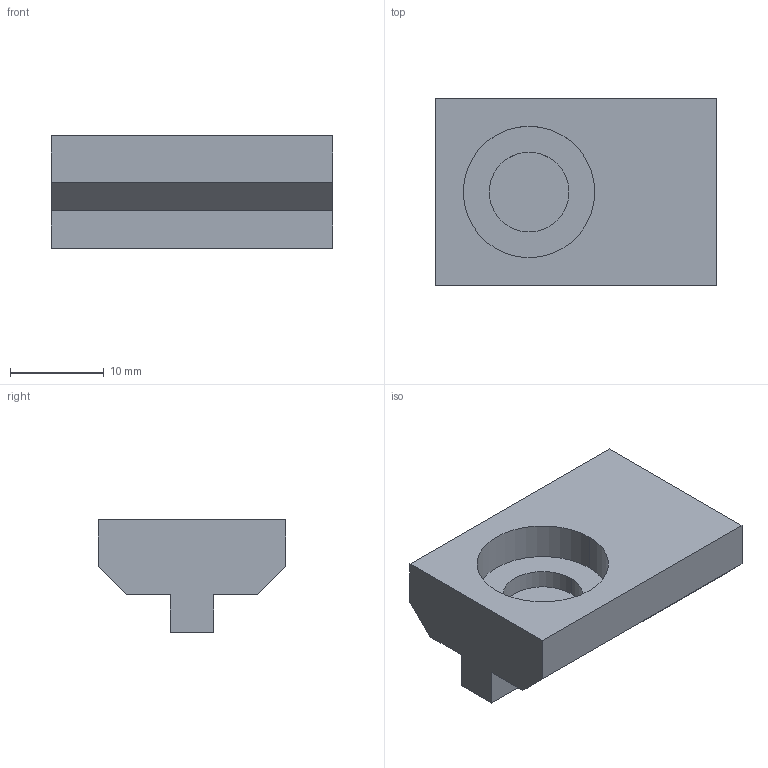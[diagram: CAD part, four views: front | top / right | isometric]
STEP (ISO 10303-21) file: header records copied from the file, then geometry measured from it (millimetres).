
FILE_DESCRIPTION (( 'STEP AP214' ), '1' );
FILE_NAME ('XW-USI-047-A-plaque-laterale-reglage-Y.STEP', '2020-09-16T12:41:38', ( '' ), ( '' ), 'SwSTEP 2.0', 'SolidWorks 2016', '' );
FILE_SCHEMA (( 'AUTOMOTIVE_DESIGN' ));
Length unit declared in the file: millimetre
Products named in the file (1): XW-USI-047-A-plaque-laterale-reglage-Y
Bounding box: 30 x 20 x 12 mm (x, y, z)
Volume: 4150.4 mm3; surface area: 2624 mm2
Topology: 1 solids, 1 shells, 26 faces, 62 edges, 38 vertices
Faces by surface type: plane 14, cylinder 8, cone 4
Entity records: 800 total; most frequent: DIRECTION 128, CARTESIAN_POINT 123, ORIENTED_EDGE 116, EDGE_CURVE 58, AXIS2_PLACEMENT_3D 43, VECTOR 42, LINE 42, VERTEX_POINT 38
